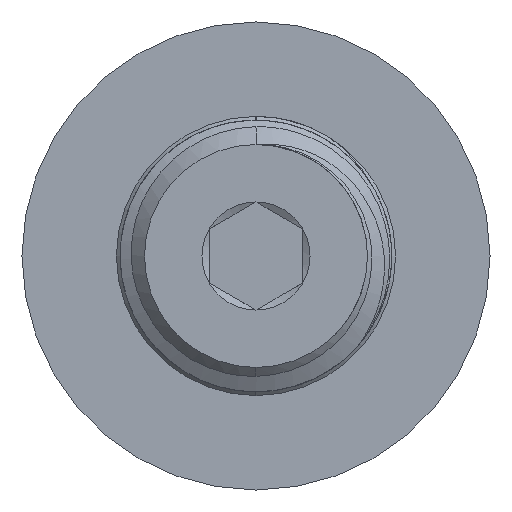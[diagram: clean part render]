
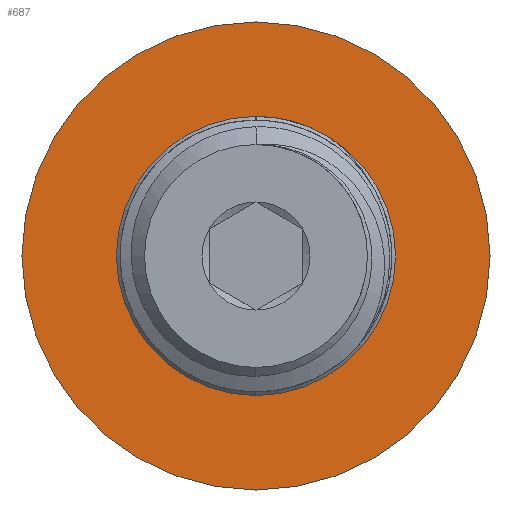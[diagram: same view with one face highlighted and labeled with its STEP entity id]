
A CAD part, left-side view. The second image highlights one B-rep face of the part: STEP entity #687.
In plain terms, the highlighted planar face has unit normal (-1, 0, 0).
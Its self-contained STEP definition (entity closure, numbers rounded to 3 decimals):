
#23 = PLANE ( 'NONE',  #1447 ) ;
#72 = ORIENTED_EDGE ( 'NONE', *, *, #3088, .T. ) ;
#126 = ORIENTED_EDGE ( 'NONE', *, *, #1805, .F. ) ;
#258 = AXIS2_PLACEMENT_3D ( 'NONE', #1402, #895, #650 ) ;
#383 = CIRCLE ( 'NONE', #1148, 7.455 ) ;
#517 = VERTEX_POINT ( 'NONE', #905 ) ;
#650 = DIRECTION ( 'NONE',  ( 0., 0., -1. ) ) ;
#661 = DIRECTION ( 'NONE',  ( 0., 0., -1. ) ) ;
#687 = ADVANCED_FACE ( 'NONE', ( #2881, #3190 ), #23, .F. ) ;
#868 = VERTEX_POINT ( 'NONE', #1661 ) ;
#895 = DIRECTION ( 'NONE',  ( 1., 0., 0. ) ) ;
#905 = CARTESIAN_POINT ( 'NONE',  ( 125., 0., 7.455 ) ) ;
#951 = EDGE_LOOP ( 'NONE', ( #72, #1336 ) ) ;
#1076 = DIRECTION ( 'NONE',  ( 1., 0., 0. ) ) ;
#1148 = AXIS2_PLACEMENT_3D ( 'NONE', #3373, #2247, #661 ) ;
#1186 = CIRCLE ( 'NONE', #2724, 7.455 ) ;
#1276 = EDGE_CURVE ( 'NONE', #868, #517, #1186, .T. ) ;
#1297 = CIRCLE ( 'NONE', #258, 12.5 ) ;
#1336 = ORIENTED_EDGE ( 'NONE', *, *, #1276, .T. ) ;
#1402 = CARTESIAN_POINT ( 'NONE',  ( 125., 0., 0. ) ) ;
#1419 = AXIS2_PLACEMENT_3D ( 'NONE', #1737, #2529, #2825 ) ;
#1447 = AXIS2_PLACEMENT_3D ( 'NONE', #1865, #1076, #2125 ) ;
#1475 = VERTEX_POINT ( 'NONE', #3134 ) ;
#1555 = EDGE_CURVE ( 'NONE', #1475, #1785, #1297, .T. ) ;
#1661 = CARTESIAN_POINT ( 'NONE',  ( 125., 0., -7.455 ) ) ;
#1737 = CARTESIAN_POINT ( 'NONE',  ( 125., 0., 0. ) ) ;
#1785 = VERTEX_POINT ( 'NONE', #3325 ) ;
#1805 = EDGE_CURVE ( 'NONE', #1785, #1475, #2786, .T. ) ;
#1829 = ORIENTED_EDGE ( 'NONE', *, *, #1555, .F. ) ;
#1865 = CARTESIAN_POINT ( 'NONE',  ( 125., 0., 0. ) ) ;
#2125 = DIRECTION ( 'NONE',  ( 0., 0., -1. ) ) ;
#2247 = DIRECTION ( 'NONE',  ( 1., 0., 0. ) ) ;
#2319 = DIRECTION ( 'NONE',  ( 1., 0., 0. ) ) ;
#2529 = DIRECTION ( 'NONE',  ( 1., 0., 0. ) ) ;
#2595 = CARTESIAN_POINT ( 'NONE',  ( 125., 0., 0. ) ) ;
#2724 = AXIS2_PLACEMENT_3D ( 'NONE', #2595, #2319, #3147 ) ;
#2786 = CIRCLE ( 'NONE', #1419, 12.5 ) ;
#2825 = DIRECTION ( 'NONE',  ( 0., 0., -1. ) ) ;
#2881 = FACE_BOUND ( 'NONE', #951, .T. ) ;
#3088 = EDGE_CURVE ( 'NONE', #517, #868, #383, .T. ) ;
#3134 = CARTESIAN_POINT ( 'NONE',  ( 125., 0., 12.5 ) ) ;
#3145 = EDGE_LOOP ( 'NONE', ( #1829, #126 ) ) ;
#3147 = DIRECTION ( 'NONE',  ( 0., 0., -1. ) ) ;
#3190 = FACE_OUTER_BOUND ( 'NONE', #3145, .T. ) ;
#3325 = CARTESIAN_POINT ( 'NONE',  ( 125., 0., -12.5 ) ) ;
#3373 = CARTESIAN_POINT ( 'NONE',  ( 125., 0., 0. ) ) ;
